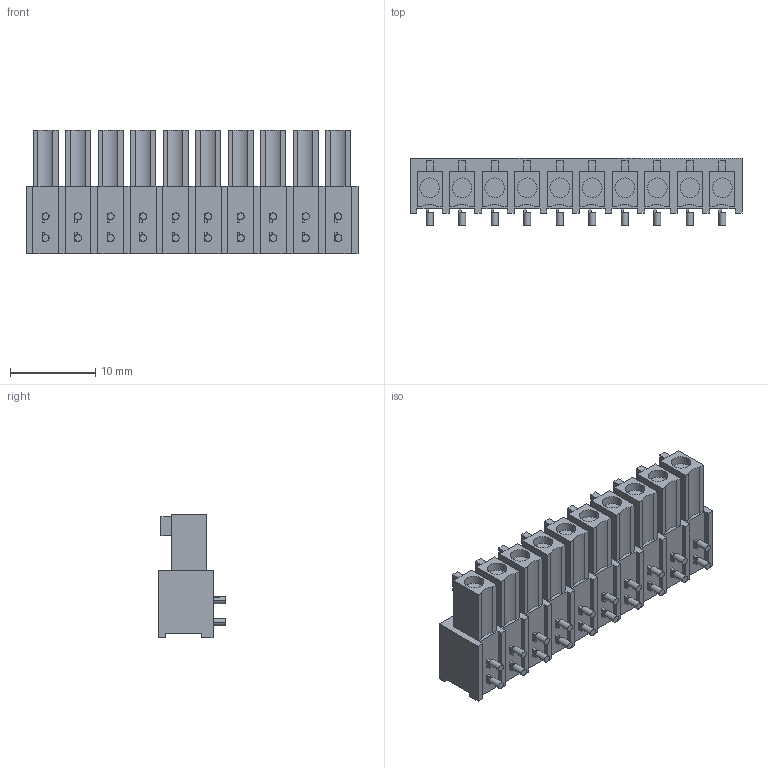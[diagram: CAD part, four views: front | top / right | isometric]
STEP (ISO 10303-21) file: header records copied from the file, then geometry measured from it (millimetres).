
FILE_DESCRIPTION(('CATIA V5 STEP Exchange','CAx-IF Rec.Pracs.--- Model Styling and Organization---1.2---2011-12-15'),'2;1');
FILE_NAME ('D1460855_0_1974890000_1974890000.stp','2016-12-07T15:25:49+00:00',('none'),('Weidmueller'),'CATIA Version 5-6 Release 2014','CATIA V5 STEP AP214','none');
FILE_SCHEMA(('AUTOMOTIVE_DESIGN { 1 0 10303 214 1 1 1 1 }'));
Length unit declared in the file: millimetre
Products named in the file (1): 1974890000_S
Bounding box: 38.89 x 7.95 x 14.5 mm (x, y, z)
Volume: 2477.3 mm3; surface area: 2662.2 mm2
Topology: 21 solids, 21 shells, 560 faces, 1376 edges, 908 vertices
Faces by surface type: plane 470, cylinder 90
Entity records: 14575 total; most frequent: ORIENTED_EDGE 2752, CARTESIAN_POINT 2671, DIRECTION 1808, EDGE_CURVE 1376, VECTOR 1136, LINE 1136, VERTEX_POINT 908, EDGE_LOOP 610
